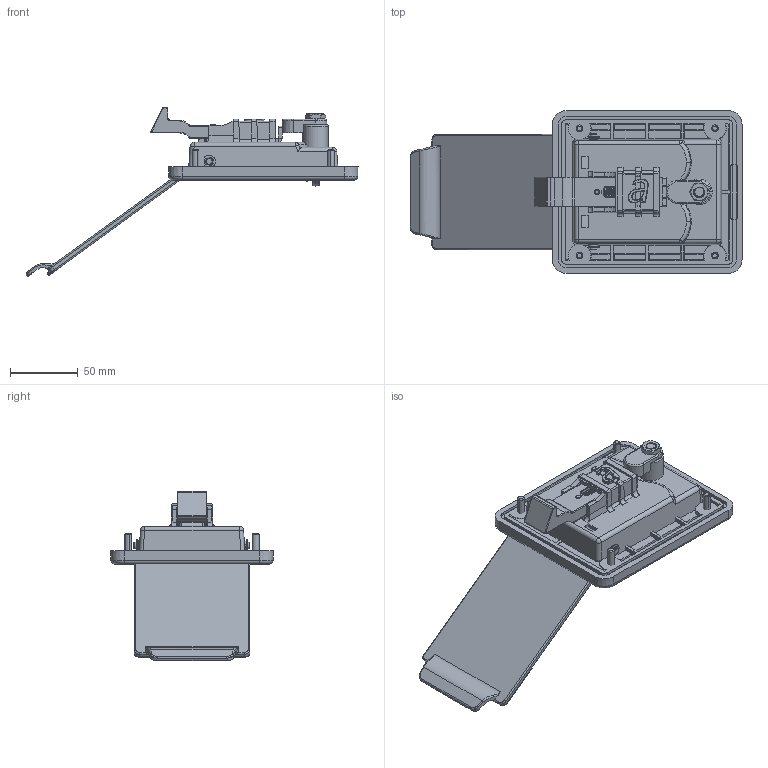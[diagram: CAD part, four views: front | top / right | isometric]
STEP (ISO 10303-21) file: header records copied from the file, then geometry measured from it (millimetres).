
FILE_DESCRIPTION (( 'STEP AP203' ), '1' );
FILE_NAME ('KK01.STEP', '2022-04-11T08:46:26', ( '' ), ( '' ), 'SwSTEP 2.0', 'SolidWorks 2021', '' );
FILE_SCHEMA (( 'CONFIG_CONTROL_DESIGN' ));
Length unit declared in the file: millimetre
Products named in the file (20): 2507000650 Yeni Fiþe Yayý-2 (Paslanmaz); 2506000794_KK01 Kol Pimi,Paslanmaz; 1304351796_KK01 Kilit Dili Plastik; 2313050789_KK01 Kilit Gövdesi Yay-Pim Týpasý; 1213100799_KK01 Kilit Dili Sacý; 2209100792_KK01 Kilit Vidasý, Özel, M5 X 15; 2209100800_KK01 Kilit Dili Vidasý, M4 X 10 Ýnbus; KK01 YENÝ DÝL  ZAMAK ; 2302050791_KK01 Kilit Üst Kapaðý,Plastik; 1210100229(M8 Somun); 2507000798_KK01 Kilit Dili Yayý, Paslanmaz; 2302050788_KK01 Kilit Gövdesi,Plastik,VidalýB; 1101200655_Yeni Toz Kapaklý KM05 Fiþesi_TOZ_KAPAKLI; 2303050790_KK01 Kilit Kolu Plastik; KK01; 2211000795_KK01 Kol Pimi Segmaný; 2608409649_Yeni Þifreleme Paleti-2_2,5; 2660406044(Plastik Baþlý Þifreli Anahtar 6044); 2506000793_KK01 Gövde Kilitleme Yayý-Pimi, Paslanmaz; 1211100001(Anahtar Halkasý)
Assembly tree (32 placements, depth 2):
  KK01
    1101200655_Yeni Toz Kapaklý KM05 Fiþesi_TOZ_KAPAKLI
    2313050789_KK01 Kilit Gövdesi Yay-Pim Týpasý
    2303050790_KK01 Kilit Kolu Plastik
    2302050791_KK01 Kilit Üst Kapaðý,Plastik
    2209100792_KK01 Kilit Vidasý, Özel, M5 X 15  x4
    2506000793_KK01 Gövde Kilitleme Yayý-Pimi, Paslanmaz
    2506000794_KK01 Kol Pimi,Paslanmaz  x2
    2211000795_KK01 Kol Pimi Segmaný  x2
    1304351796_KK01 Kilit Dili Plastik
    2507000798_KK01 Kilit Dili Yayý, Paslanmaz
    1213100799_KK01 Kilit Dili Sacý
    2209100800_KK01 Kilit Dili Vidasý, M4 X 10 Ýnbus
    1210100229(M8 Somun)
    2660406044(Plastik Baþlý Þifreli Anahtar 6044)
    1211100001(Anahtar Halkasý)
    2507000650 Yeni Fiþe Yayý-2 (Paslanmaz)  x5
    2608409649_Yeni Þifreleme Paleti-2_2,5  x5
    2302050788_KK01 Kilit Gövdesi,Plastik,VidalýB
    KK01 YENÝ DÝL  ZAMAK 
Bounding box: 245.23 x 120 x 125.17 mm (x, y, z)
Volume: 189643.3 mm3; surface area: 130930.7 mm2
Topology: 53 solids, 53 shells, 2087 faces, 5388 edges, 3427 vertices
Faces by surface type: plane 1045, cylinder 567, bspline 198, torus 141, cone 104, sphere 32
Entity records: 66073 total; most frequent: CARTESIAN_POINT 26904, ORIENTED_EDGE 8112, DIRECTION 7134, EDGE_CURVE 4056, VERTEX_POINT 2567, AXIS2_PLACEMENT_3D 2448, LINE 2238, VECTOR 2238
